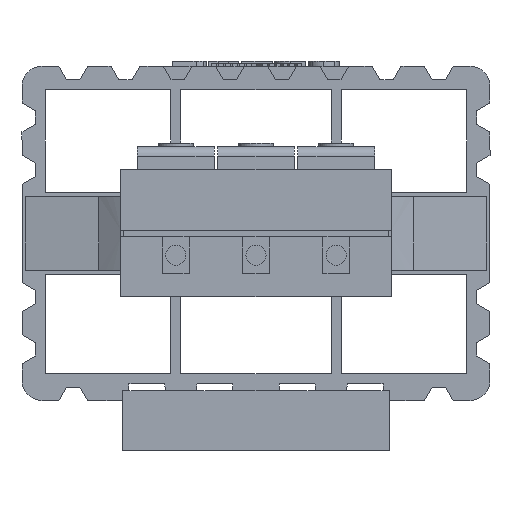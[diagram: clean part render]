
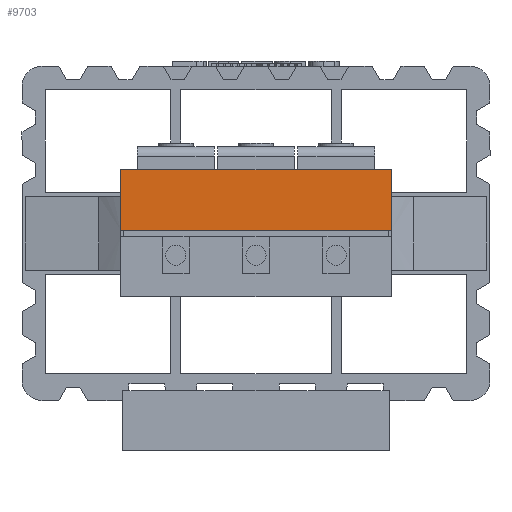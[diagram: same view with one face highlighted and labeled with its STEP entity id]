
A CAD part, front view. The second image highlights one B-rep face of the part: STEP entity #9703.
In plain terms, the highlighted planar face has unit normal (0, -1, 0).
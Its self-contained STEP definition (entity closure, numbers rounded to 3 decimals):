
#26 = ORIENTED_EDGE ( 'NONE', *, *, #6029, .F. ) ;
#126 = ORIENTED_EDGE ( 'NONE', *, *, #6012, .T. ) ;
#129 = ORIENTED_EDGE ( 'NONE', *, *, #6015, .F. ) ;
#186 = ORIENTED_EDGE ( 'NONE', *, *, #6030, .F. ) ;
#3391 = LINE ( 'NONE', #8948, #3398 ) ;
#3397 = LINE ( 'NONE', #8953, #3404 ) ;
#3398 = VECTOR ( 'NONE', #8955, 1000. ) ;
#3404 = VECTOR ( 'NONE', #8961, 1000. ) ;
#3427 = LINE ( 'NONE', #8990, #3430 ) ;
#3429 = LINE ( 'NONE', #8992, #3432 ) ;
#3430 = VECTOR ( 'NONE', #8991, 1000. ) ;
#3432 = VECTOR ( 'NONE', #8993, 1000. ) ;
#3921 = VERTEX_POINT ( 'NONE', #6471 ) ;
#3922 = VERTEX_POINT ( 'NONE', #6472 ) ;
#3930 = VERTEX_POINT ( 'NONE', #6480 ) ;
#3931 = VERTEX_POINT ( 'NONE', #6481 ) ;
#6012 = EDGE_CURVE ( 'NONE', #3921, #3922, #3391, .T. ) ;
#6015 = EDGE_CURVE ( 'NONE', #3930, #3931, #3397, .T. ) ;
#6029 = EDGE_CURVE ( 'NONE', #3921, #3930, #3427, .T. ) ;
#6030 = EDGE_CURVE ( 'NONE', #3931, #3922, #3429, .T. ) ;
#6471 = CARTESIAN_POINT ( 'NONE',  ( 55.25, -108.5, 27. ) ) ;
#6472 = CARTESIAN_POINT ( 'NONE',  ( 55.25, -108.5, 36. ) ) ;
#6480 = CARTESIAN_POINT ( 'NONE',  ( 14.75, -108.5, 27. ) ) ;
#6481 = CARTESIAN_POINT ( 'NONE',  ( 14.75, -108.5, 36. ) ) ;
#8948 = CARTESIAN_POINT ( 'NONE',  ( 55.25, -108.5, -57.532 ) ) ;
#8953 = CARTESIAN_POINT ( 'NONE',  ( 14.75, -108.5, -57.532 ) ) ;
#8955 = DIRECTION ( 'NONE',  ( 0., 0., 1. ) ) ;
#8961 = DIRECTION ( 'NONE',  ( 0., 0., 1. ) ) ;
#8990 = CARTESIAN_POINT ( 'NONE',  ( 14.75, -108.5, 27. ) ) ;
#8991 = DIRECTION ( 'NONE',  ( -1., 0., 0. ) ) ;
#8992 = CARTESIAN_POINT ( 'NONE',  ( 14.75, -108.5, 36. ) ) ;
#8993 = DIRECTION ( 'NONE',  ( 1., 0., 0. ) ) ;
#9703 = ADVANCED_FACE ( 'NONE', ( #11409 ), #15630, .T. ) ;
#11409 = FACE_OUTER_BOUND ( 'NONE', #12578, .T. ) ;
#12578 = EDGE_LOOP ( 'NONE', ( #26, #126, #186, #129 ) ) ;
#15111 = AXIS2_PLACEMENT_3D ( 'NONE', #15631, #15636, #15637 ) ;
#15630 = PLANE ( 'NONE',  #15111 ) ;
#15631 = CARTESIAN_POINT ( 'NONE',  ( 14.75, -108.5, -57.532 ) ) ;
#15636 = DIRECTION ( 'NONE',  ( 0., -1., 0. ) ) ;
#15637 = DIRECTION ( 'NONE',  ( 0., 0., -1. ) ) ;
